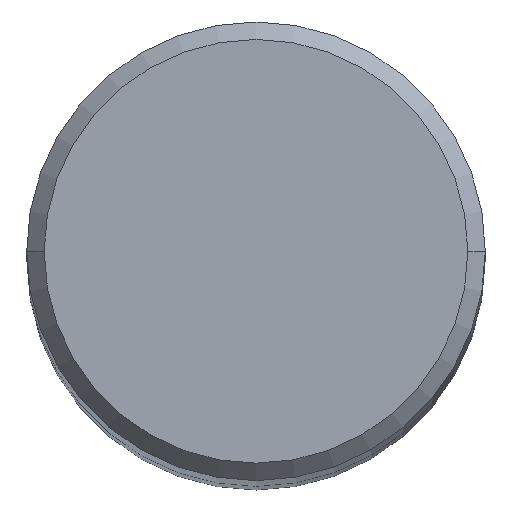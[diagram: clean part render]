
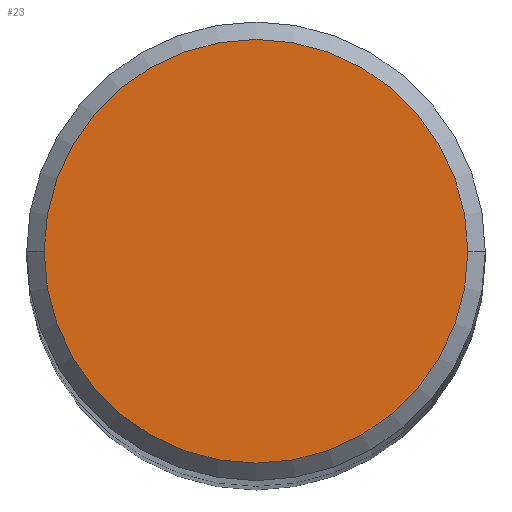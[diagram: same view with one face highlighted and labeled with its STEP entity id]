
A CAD part, top view. The second image highlights one B-rep face of the part: STEP entity #23.
In plain terms, the highlighted planar face has unit normal (0, 0, 1).
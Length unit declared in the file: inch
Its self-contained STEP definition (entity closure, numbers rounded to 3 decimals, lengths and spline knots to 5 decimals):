
#17 = DIRECTION ( 'NONE',  ( 1., 0., 0. ) ) ;
#23 = ADVANCED_FACE ( 'NONE', ( #42 ), #188, .T. ) ;
#29 = CARTESIAN_POINT ( 'NONE',  ( -0.18185, 0., 4.72441 ) ) ;
#35 = AXIS2_PLACEMENT_3D ( 'NONE', #131, #267, #248 ) ;
#37 = DIRECTION ( 'NONE',  ( 0., 0., 1. ) ) ;
#40 = AXIS2_PLACEMENT_3D ( 'NONE', #228, #273, #17 ) ;
#42 = FACE_OUTER_BOUND ( 'NONE', #244, .T. ) ;
#57 = EDGE_CURVE ( 'NONE', #150, #183, #181, .T. ) ;
#61 = ORIENTED_EDGE ( 'NONE', *, *, #57, .T. ) ;
#131 = CARTESIAN_POINT ( 'NONE',  ( 0., 0., 4.72441 ) ) ;
#138 = EDGE_CURVE ( 'NONE', #183, #150, #209, .T. ) ;
#150 = VERTEX_POINT ( 'NONE', #218 ) ;
#171 = AXIS2_PLACEMENT_3D ( 'NONE', #189, #37, #208 ) ;
#181 = CIRCLE ( 'NONE', #40, 0.18185 ) ;
#183 = VERTEX_POINT ( 'NONE', #29 ) ;
#188 = PLANE ( 'NONE',  #35 ) ;
#189 = CARTESIAN_POINT ( 'NONE',  ( 0., 0., 4.72441 ) ) ;
#208 = DIRECTION ( 'NONE',  ( 1., 0., 0. ) ) ;
#209 = CIRCLE ( 'NONE', #171, 0.18185 ) ;
#218 = CARTESIAN_POINT ( 'NONE',  ( 0.18185, 0., 4.72441 ) ) ;
#224 = ORIENTED_EDGE ( 'NONE', *, *, #138, .T. ) ;
#228 = CARTESIAN_POINT ( 'NONE',  ( 0., 0., 4.72441 ) ) ;
#244 = EDGE_LOOP ( 'NONE', ( #224, #61 ) ) ;
#248 = DIRECTION ( 'NONE',  ( 1., 0., 0. ) ) ;
#267 = DIRECTION ( 'NONE',  ( 0., 0., 1. ) ) ;
#273 = DIRECTION ( 'NONE',  ( 0., 0., 1. ) ) ;
